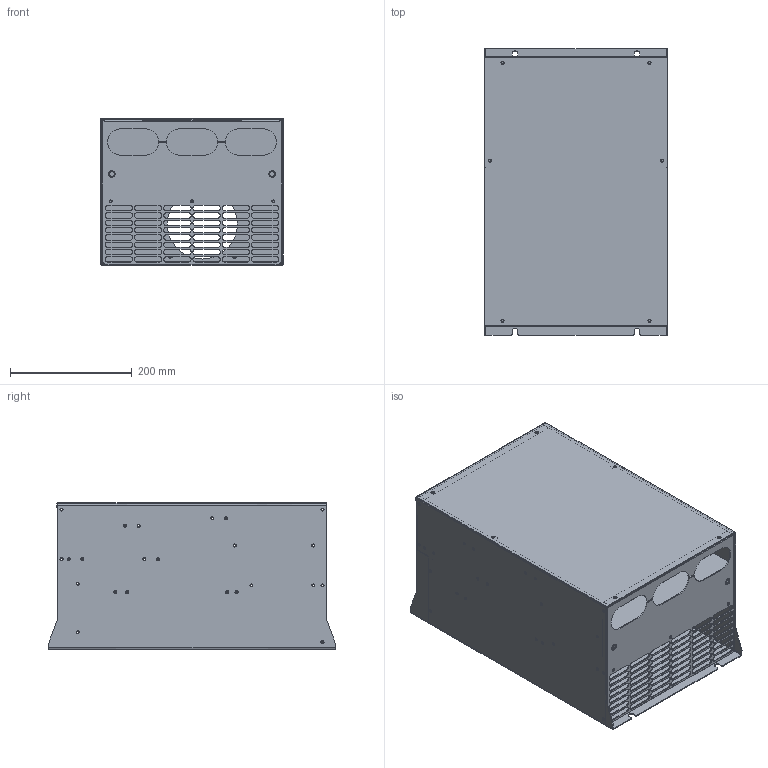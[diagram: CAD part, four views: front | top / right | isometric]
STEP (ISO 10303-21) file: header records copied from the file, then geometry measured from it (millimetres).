
FILE_DESCRIPTION((''),'2;1');
FILE_NAME('T9000-45_55G_ASM','2019-05-23T',('PC-TR'),(''),'PRO/ENGINEER BY PARAMETRIC TECHNOLOGY CORPORATION, 2010280','PRO/ENGINEER BY PARAMETRIC TECHNOLOGY CORPORATION, 2010280','');
FILE_SCHEMA(('CONFIG_CONTROL_DESIGN'));
Products named in the file (1): T9000-45_55G_ASM
Bounding box: 300 x 470 x 240 mm (x, y, z)
Surface area: 1338381.8 mm2 (no closed solid volume)
Topology: 0 solids, 0 shells, 732 faces, 4216 edges, 4216 vertices
Faces by surface type: bspline 732
Entity records: 74645 total; most frequent: CARTESIAN_POINT 35706, DIRECTION 6488, TRIMMED_CURVE 5482, VECTOR 4476, LINE 4476, DEFINITIONAL_REPRESENTATION 4216, PCURVE 4216, COMPOSITE_CURVE_SEGMENT 4216
